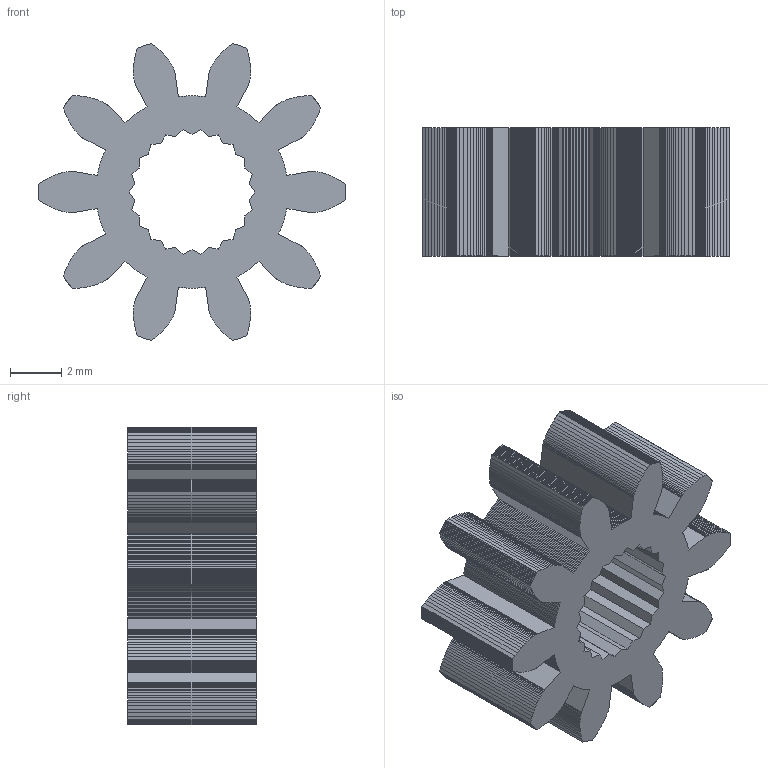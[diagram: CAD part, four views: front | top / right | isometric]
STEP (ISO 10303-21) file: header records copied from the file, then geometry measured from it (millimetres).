
FILE_DESCRIPTION (( 'STEP AP214' ), '1' );
FILE_NAME ('Gear10T.STEP', '2025-07-09T01:04:06', ( '' ), ( '' ), 'SwSTEP 2.0', 'SolidWorks 2024', '' );
FILE_SCHEMA (( 'AUTOMOTIVE_DESIGN' ));
Length unit declared in the file: millimetre
Products named in the file (1): Gear10T
Bounding box: 12 x 5 x 11.58 mm (x, y, z)
Volume: 286.1 mm3; surface area: 525.9 mm2
Topology: 1 solids, 1 shells, 826 faces, 2472 edges, 1648 vertices
Faces by surface type: plane 826
Entity records: 27243 total; most frequent: CARTESIAN_POINT 4947, ORIENTED_EDGE 4944, DIRECTION 4126, VECTOR 2472, EDGE_CURVE 2472, LINE 2472, VERTEX_POINT 1648, EDGE_LOOP 828
